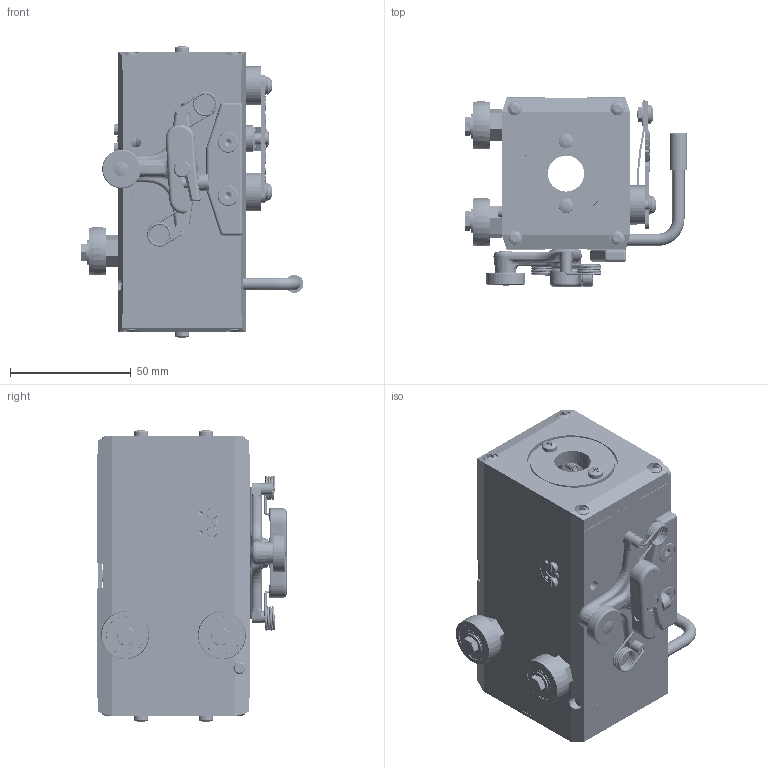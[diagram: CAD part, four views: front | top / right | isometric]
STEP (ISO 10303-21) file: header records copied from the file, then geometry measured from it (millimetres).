
FILE_DESCRIPTION (( 'STEP AP214' ), '1' );
FILE_NAME ('524152160_Drehrichtung links.STEP', '2019-10-17T12:00:12', ( '' ), ( '' ), 'SwSTEP 2.0', 'SolidWorks 2019', '' );
FILE_SCHEMA (( 'AUTOMOTIVE_DESIGN' ));
Length unit declared in the file: millimetre
Products named in the file (1): 524152160_Drehrichtung links
Bounding box: 92.14 x 78.3 x 120.74 mm (x, y, z)
Volume: 172418.6 mm3; surface area: 130336.2 mm2
Topology: 99 solids, 99 shells, 3944 faces, 10285 edges, 6568 vertices
Faces by surface type: plane 1473, cylinder 1440, cone 375, bspline 269, sphere 235, torus 152
Entity records: 180329 total; most frequent: CARTESIAN_POINT 39844, ORIENTED_EDGE 20154, DIRECTION 19987, EDGE_CURVE 10077, AXIS2_PLACEMENT_3D 7625, VERTEX_POINT 6484, VECTOR 4737, LINE 4737
